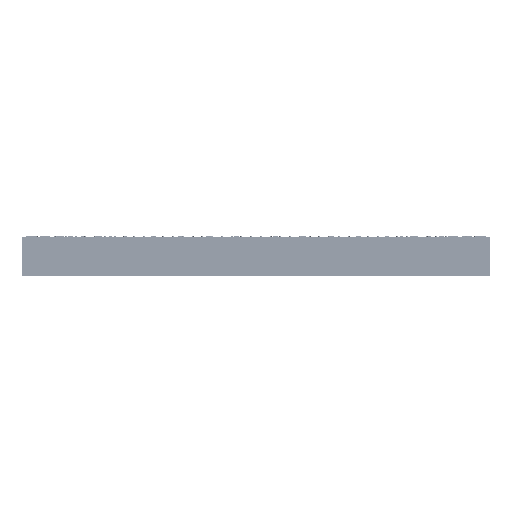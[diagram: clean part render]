
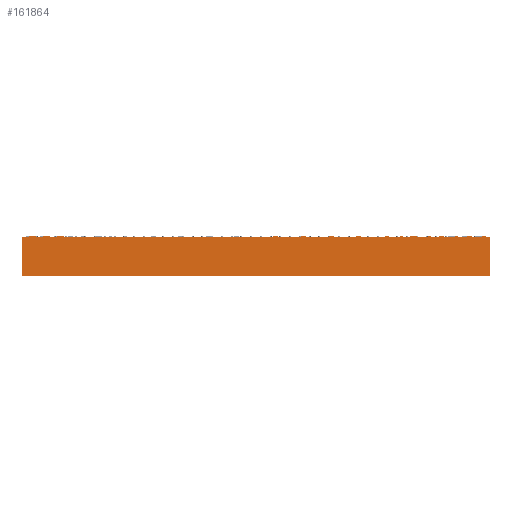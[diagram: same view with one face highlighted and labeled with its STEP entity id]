
A CAD part, left-side view. The second image highlights one B-rep face of the part: STEP entity #161864.
In plain terms, the highlighted planar face has unit normal (-1, 0, 0).
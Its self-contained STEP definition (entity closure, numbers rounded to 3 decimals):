
#104 = CARTESIAN_POINT ( 'NONE',  ( -750., 600., 0. ) ) ;
#2812 = DIRECTION ( 'NONE',  ( 0., 0., -1. ) ) ;
#3376 = ORIENTED_EDGE ( 'NONE', *, *, #102448, .T. ) ;
#5851 = PLANE ( 'NONE',  #130323 ) ;
#17479 = CARTESIAN_POINT ( 'NONE',  ( -750., -600., 100. ) ) ;
#20438 = EDGE_CURVE ( 'NONE', #170105, #108713, #120870, .T. ) ;
#21129 = DIRECTION ( 'NONE',  ( 0., 1., 0. ) ) ;
#23621 = EDGE_CURVE ( 'NONE', #129837, #160847, #193747, .T. ) ;
#24262 = ORIENTED_EDGE ( 'NONE', *, *, #20438, .F. ) ;
#24796 = DIRECTION ( 'NONE',  ( 0., -1., 0. ) ) ;
#31709 = CARTESIAN_POINT ( 'NONE',  ( -750., 600., 100. ) ) ;
#31819 = VECTOR ( 'NONE', #24796, 1000. ) ;
#43947 = ORIENTED_EDGE ( 'NONE', *, *, #23621, .T. ) ;
#51051 = CARTESIAN_POINT ( 'NONE',  ( -750., 600., 100. ) ) ;
#68977 = VECTOR ( 'NONE', #2812, 1000. ) ;
#80251 = VECTOR ( 'NONE', #138281, 1000. ) ;
#95077 = ORIENTED_EDGE ( 'NONE', *, *, #183382, .F. ) ;
#102448 = EDGE_CURVE ( 'NONE', #170105, #129837, #112500, .T. ) ;
#106543 = CARTESIAN_POINT ( 'NONE',  ( -750., 600., 100. ) ) ;
#108713 = VERTEX_POINT ( 'NONE', #178645 ) ;
#109537 = LINE ( 'NONE', #17479, #68977 ) ;
#112327 = DIRECTION ( 'NONE',  ( 1., 0., 0. ) ) ;
#112500 = LINE ( 'NONE', #106543, #148243 ) ;
#120870 = LINE ( 'NONE', #31709, #80251 ) ;
#129837 = VERTEX_POINT ( 'NONE', #104 ) ;
#130323 = AXIS2_PLACEMENT_3D ( 'NONE', #51051, #112327, #21129 ) ;
#130744 = CARTESIAN_POINT ( 'NONE',  ( -750., 600., 0. ) ) ;
#138281 = DIRECTION ( 'NONE',  ( 0., -1., 0. ) ) ;
#148243 = VECTOR ( 'NONE', #167061, 1000. ) ;
#148444 = CARTESIAN_POINT ( 'NONE',  ( -750., -600., 0. ) ) ;
#153641 = EDGE_LOOP ( 'NONE', ( #43947, #95077, #24262, #3376 ) ) ;
#160847 = VERTEX_POINT ( 'NONE', #148444 ) ;
#161864 = ADVANCED_FACE ( 'NONE', ( #173614 ), #5851, .F. ) ;
#167061 = DIRECTION ( 'NONE',  ( 0., 0., -1. ) ) ;
#170105 = VERTEX_POINT ( 'NONE', #185086 ) ;
#173614 = FACE_OUTER_BOUND ( 'NONE', #153641, .T. ) ;
#178645 = CARTESIAN_POINT ( 'NONE',  ( -750., -600., 100. ) ) ;
#183382 = EDGE_CURVE ( 'NONE', #108713, #160847, #109537, .T. ) ;
#185086 = CARTESIAN_POINT ( 'NONE',  ( -750., 600., 100. ) ) ;
#193747 = LINE ( 'NONE', #130744, #31819 ) ;
